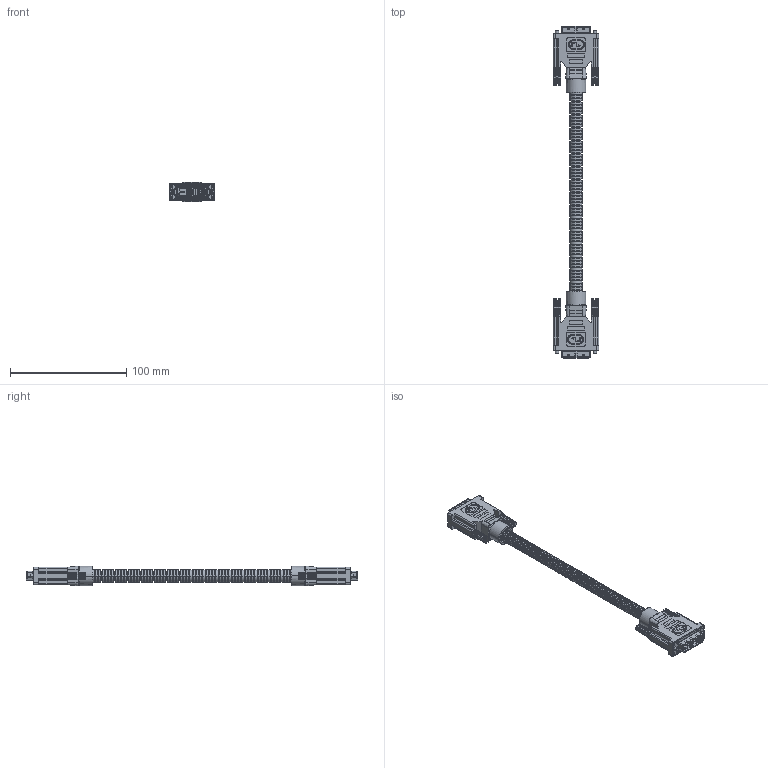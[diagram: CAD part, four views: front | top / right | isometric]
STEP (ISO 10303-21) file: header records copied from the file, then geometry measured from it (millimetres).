
FILE_DESCRIPTION (( 'STEP AP214' ), '1' );
FILE_NAME ('CTLDVISPL.STEP', '2013-04-22T18:34:42', ( 'x' ), ( '' ), 'SwSTEP 2.0', 'SolidWorks 2012', '' );
FILE_SCHEMA (( 'AUTOMOTIVE_DESIGN' ));
Products named in the file (7): MTN-772_MALE SL; 1AH01-007___; 1AJ02-035___; 1AM07-031___; MTN-772_NEW LOGO; 3AC13-002; CTLDVISPL
Assembly tree (9 placements, depth 3):
  CTLDVISPL
    3AC13-002  x2
    MTN-772_MALE SL  x2
      MTN-772_NEW LOGO
      1AM07-031___
      1AJ02-035___
      1AH01-007___
Bounding box: 39.09 x 285.26 x 17.04 mm (x, y, z)
Volume: 26686.7 mm3; surface area: 60272.5 mm2
Topology: 50 solids, 50 shells, 4792 faces, 11350 edges, 6840 vertices
Faces by surface type: plane 2234, cylinder 1260, cone 692, bspline 486, torus 120
Entity records: 67390 total; most frequent: CARTESIAN_POINT 14841, ORIENTED_EDGE 10774, DIRECTION 10657, EDGE_CURVE 5387, LINE 3869, VECTOR 3869, AXIS2_PLACEMENT_3D 3394, VERTEX_POINT 3250
